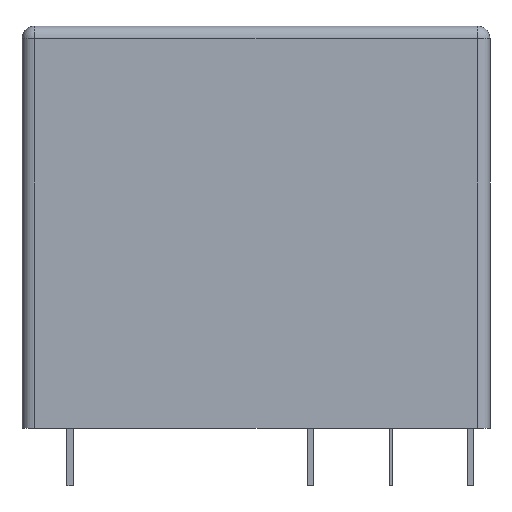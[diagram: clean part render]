
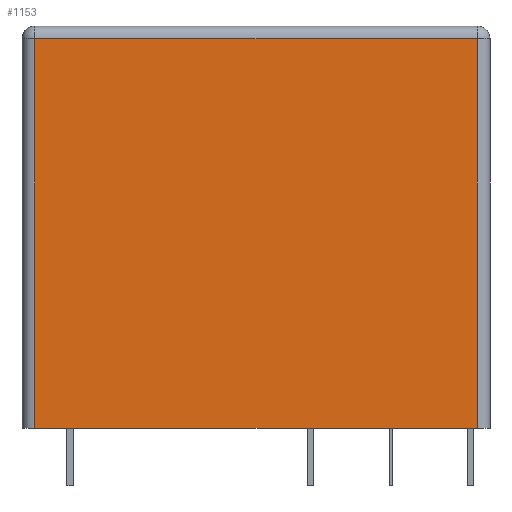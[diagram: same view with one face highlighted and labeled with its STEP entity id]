
A CAD part, front view. The second image highlights one B-rep face of the part: STEP entity #1153.
In plain terms, the highlighted planar face has unit normal (0, -1, 0).
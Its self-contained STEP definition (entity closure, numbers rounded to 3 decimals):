
#31 = VERTEX_POINT ( 'NONE', #1268 ) ;
#60 = VERTEX_POINT ( 'NONE', #1172 ) ;
#65 = VERTEX_POINT ( 'NONE', #1167 ) ;
#96 = VERTEX_POINT ( 'NONE', #1232 ) ;
#178 = ORIENTED_EDGE ( 'NONE', *, *, #1301, .T. ) ;
#180 = ORIENTED_EDGE ( 'NONE', *, *, #981, .T. ) ;
#198 = ORIENTED_EDGE ( 'NONE', *, *, #1277, .T. ) ;
#200 = ORIENTED_EDGE ( 'NONE', *, *, #1290, .T. ) ;
#301 = DIRECTION ( 'NONE',  ( 0., 0., 1. ) ) ;
#302 = DIRECTION ( 'NONE',  ( 0., 1., 0. ) ) ;
#313 = PLANE ( 'NONE',  #1529 ) ;
#328 = DIRECTION ( 'NONE',  ( 0., 0., -1. ) ) ;
#333 = CARTESIAN_POINT ( 'NONE',  ( -13.8, -6.55, 25.1 ) ) ;
#368 = CARTESIAN_POINT ( 'NONE',  ( -14.6, -6.55, 25.1 ) ) ;
#519 = DIRECTION ( 'NONE',  ( -1., 0., 0. ) ) ;
#555 = DIRECTION ( 'NONE',  ( 0., 0., 1. ) ) ;
#574 = CARTESIAN_POINT ( 'NONE',  ( 13.8, -6.55, 25.1 ) ) ;
#652 = CARTESIAN_POINT ( 'NONE',  ( -14.6, -6.55, 24.3 ) ) ;
#867 = LINE ( 'NONE', #1904, #871 ) ;
#871 = VECTOR ( 'NONE', #1913, 1000. ) ;
#981 = EDGE_CURVE ( 'NONE', #96, #31, #867, .T. ) ;
#1066 = EDGE_LOOP ( 'NONE', ( #200, #198, #180, #178 ) ) ;
#1153 = ADVANCED_FACE ( 'NONE', ( #2175 ), #313, .F. ) ;
#1167 = CARTESIAN_POINT ( 'NONE',  ( 13.8, -6.55, 24.3 ) ) ;
#1172 = CARTESIAN_POINT ( 'NONE',  ( -13.8, -6.55, 24.3 ) ) ;
#1232 = CARTESIAN_POINT ( 'NONE',  ( -13.8, -6.55, 0. ) ) ;
#1268 = CARTESIAN_POINT ( 'NONE',  ( 13.8, -6.55, 0. ) ) ;
#1277 = EDGE_CURVE ( 'NONE', #60, #96, #2200, .T. ) ;
#1290 = EDGE_CURVE ( 'NONE', #65, #60, #2230, .T. ) ;
#1301 = EDGE_CURVE ( 'NONE', #31, #65, #2249, .T. ) ;
#1529 = AXIS2_PLACEMENT_3D ( 'NONE', #368, #302, #301 ) ;
#1904 = CARTESIAN_POINT ( 'NONE',  ( -14.6, -6.55, 0. ) ) ;
#1913 = DIRECTION ( 'NONE',  ( 1., 0., 0. ) ) ;
#2175 = FACE_OUTER_BOUND ( 'NONE', #1066, .T. ) ;
#2200 = LINE ( 'NONE', #333, #2207 ) ;
#2207 = VECTOR ( 'NONE', #328, 1000. ) ;
#2230 = LINE ( 'NONE', #652, #2233 ) ;
#2233 = VECTOR ( 'NONE', #519, 1000. ) ;
#2249 = LINE ( 'NONE', #574, #2252 ) ;
#2252 = VECTOR ( 'NONE', #555, 1000. ) ;
